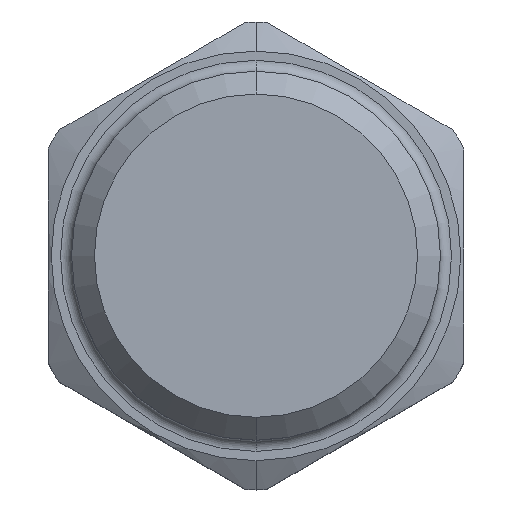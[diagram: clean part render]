
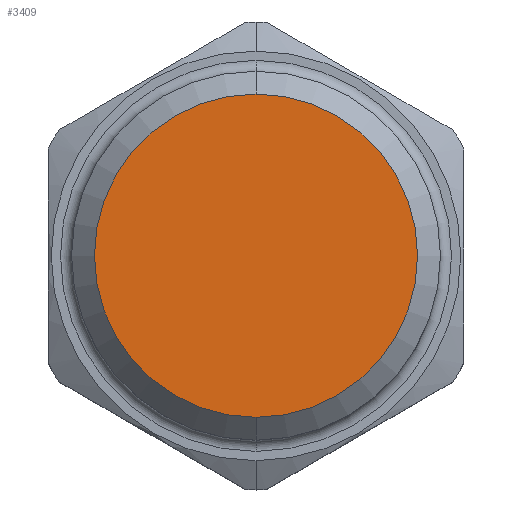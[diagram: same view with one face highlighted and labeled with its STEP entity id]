
A CAD part, top view. The second image highlights one B-rep face of the part: STEP entity #3409.
In plain terms, the highlighted planar face has unit normal (0, 0, 1).
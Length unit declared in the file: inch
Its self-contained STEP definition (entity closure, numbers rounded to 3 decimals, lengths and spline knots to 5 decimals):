
#694=CARTESIAN_POINT('',(0.,0.,2.8745));
#695=DIRECTION('',(0.,0.,1.));
#696=DIRECTION('',(0.,-1.,0.));
#697=AXIS2_PLACEMENT_3D('',#694,#695,#696);
#712=CARTESIAN_POINT('',(0.,0.,2.8745));
#713=DIRECTION('',(0.,0.,1.));
#714=DIRECTION('',(0.,1.,0.));
#715=AXIS2_PLACEMENT_3D('',#712,#713,#714);
#2326=CARTESIAN_POINT('',(0.,0.438,2.8745));
#2327=CARTESIAN_POINT('',(0.,-0.438,2.8745));
#2328=VERTEX_POINT('',#2326);
#2329=VERTEX_POINT('',#2327);
#3399=CARTESIAN_POINT('',(0.,0.,2.8745));
#3400=DIRECTION('',(0.,0.,1.));
#3401=DIRECTION('',(0.,1.,0.));
#3402=AXIS2_PLACEMENT_3D('',#3399,#3400,#3401);
#3403=PLANE('',#3402);
#3404=ORIENTED_EDGE('',*,*,#3389,.F.);
#3406=ORIENTED_EDGE('',*,*,#3405,.F.);
#3407=EDGE_LOOP('',(#3404,#3406));
#3408=FACE_OUTER_BOUND('',#3407,.F.);
#3409=ADVANCED_FACE('',(#3408),#3403,.T.);
#698=CIRCLE('',#697,0.438);
#716=CIRCLE('',#715,0.438);
#3389=EDGE_CURVE('',#2329,#2328,#698,.T.);
#3405=EDGE_CURVE('',#2328,#2329,#716,.T.);
